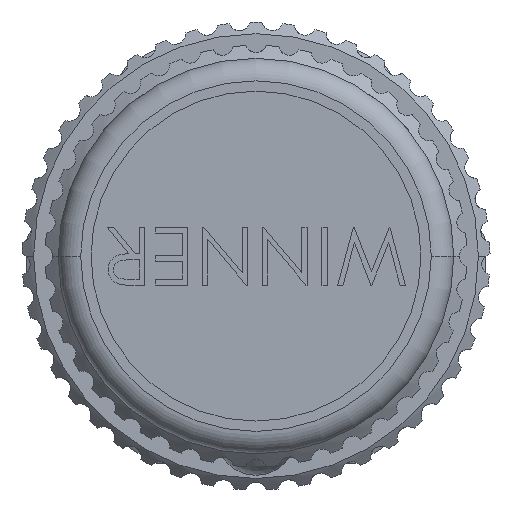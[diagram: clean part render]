
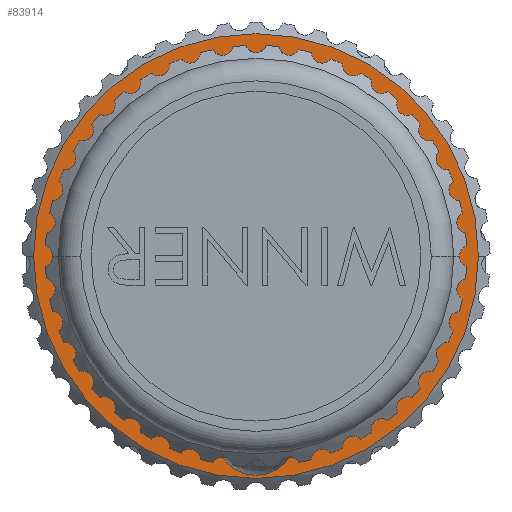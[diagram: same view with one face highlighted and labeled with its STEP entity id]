
A CAD part, left-side view. The second image highlights one B-rep face of the part: STEP entity #83914.
In plain terms, the highlighted planar face has unit normal (-1, 0, 0).
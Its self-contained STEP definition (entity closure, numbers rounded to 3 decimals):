
#381 = AXIS2_PLACEMENT_3D ( 'NONE', #21190, #21857, #28620 ) ;
#5876 = CARTESIAN_POINT ( 'NONE',  ( -7.76, 0., 0. ) ) ;
#5896 = CARTESIAN_POINT ( 'NONE',  ( -7.76, 8.56, 0. ) ) ;
#6588 = EDGE_CURVE ( 'NONE', #48079, #32921, #73561, .T. ) ;
#7089 = ORIENTED_EDGE ( 'NONE', *, *, #17125, .F. ) ;
#9154 = AXIS2_PLACEMENT_3D ( 'NONE', #27954, #58578, #19527 ) ;
#13725 = EDGE_CURVE ( 'NONE', #80889, #94177, #50296, .T. ) ;
#16866 = DIRECTION ( 'NONE',  ( 0., 1., 0. ) ) ;
#16867 = EDGE_LOOP ( 'NONE', ( #69451, #7089 ) ) ;
#17125 = EDGE_CURVE ( 'NONE', #94177, #80889, #84877, .T. ) ;
#17864 = CARTESIAN_POINT ( 'NONE',  ( -7.76, 0., 0. ) ) ;
#19527 = DIRECTION ( 'NONE',  ( 0., 1., 0. ) ) ;
#20387 = DIRECTION ( 'NONE',  ( -1., 0., 0. ) ) ;
#20716 = DIRECTION ( 'NONE',  ( 0., 1., 0. ) ) ;
#21190 = CARTESIAN_POINT ( 'NONE',  ( -7.76, 0., 0. ) ) ;
#21857 = DIRECTION ( 'NONE',  ( -1., 0., 0. ) ) ;
#24248 = DIRECTION ( 'NONE',  ( -1., 0., 0. ) ) ;
#27954 = CARTESIAN_POINT ( 'NONE',  ( -7.76, 0., 0. ) ) ;
#28620 = DIRECTION ( 'NONE',  ( 0., 1., 0. ) ) ;
#32276 = AXIS2_PLACEMENT_3D ( 'NONE', #5876, #20387, #20716 ) ;
#32283 = FACE_OUTER_BOUND ( 'NONE', #55324, .T. ) ;
#32345 = PLANE ( 'NONE',  #72759 ) ;
#32921 = VERTEX_POINT ( 'NONE', #74998 ) ;
#36260 = CIRCLE ( 'NONE', #381, 15.3 ) ;
#48079 = VERTEX_POINT ( 'NONE', #87989 ) ;
#50296 = CIRCLE ( 'NONE', #84380, 8.56 ) ;
#51131 = EDGE_CURVE ( 'NONE', #32921, #48079, #36260, .T. ) ;
#51966 = ORIENTED_EDGE ( 'NONE', *, *, #51131, .T. ) ;
#55324 = EDGE_LOOP ( 'NONE', ( #67477, #51966 ) ) ;
#58578 = DIRECTION ( 'NONE',  ( -1., 0., 0. ) ) ;
#67477 = ORIENTED_EDGE ( 'NONE', *, *, #6588, .T. ) ;
#69451 = ORIENTED_EDGE ( 'NONE', *, *, #13725, .F. ) ;
#72759 = AXIS2_PLACEMENT_3D ( 'NONE', #17864, #24248, #16866 ) ;
#73561 = CIRCLE ( 'NONE', #9154, 15.3 ) ;
#74998 = CARTESIAN_POINT ( 'NONE',  ( -7.76, 15.3, 0. ) ) ;
#77444 = DIRECTION ( 'NONE',  ( 0., 1., 0. ) ) ;
#80889 = VERTEX_POINT ( 'NONE', #5896 ) ;
#83914 = ADVANCED_FACE ( 'NONE', ( #88794, #32283 ), #32345, .T. ) ;
#84380 = AXIS2_PLACEMENT_3D ( 'NONE', #84860, #93943, #77444 ) ;
#84860 = CARTESIAN_POINT ( 'NONE',  ( -7.76, 0., 0. ) ) ;
#84877 = CIRCLE ( 'NONE', #32276, 8.56 ) ;
#87989 = CARTESIAN_POINT ( 'NONE',  ( -7.76, -15.3, 0. ) ) ;
#88794 = FACE_BOUND ( 'NONE', #16867, .T. ) ;
#93943 = DIRECTION ( 'NONE',  ( -1., 0., 0. ) ) ;
#94177 = VERTEX_POINT ( 'NONE', #99856 ) ;
#99856 = CARTESIAN_POINT ( 'NONE',  ( -7.76, -8.56, 0. ) ) ;
